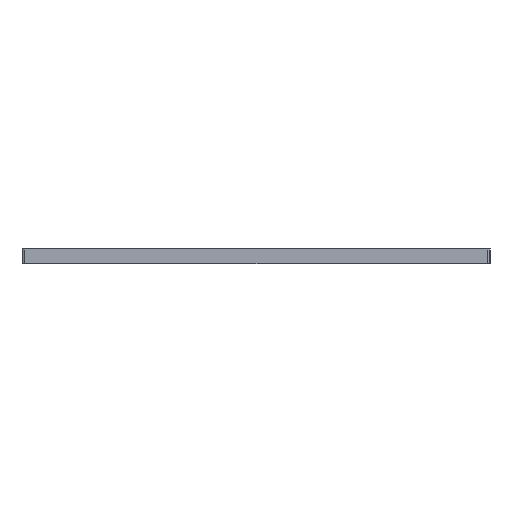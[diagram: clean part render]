
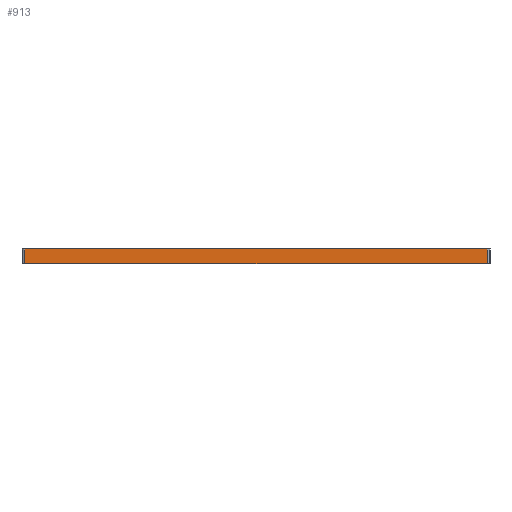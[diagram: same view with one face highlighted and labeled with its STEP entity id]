
A CAD part, left-side view. The second image highlights one B-rep face of the part: STEP entity #913.
In plain terms, the highlighted planar face has unit normal (-1, 0, 0).
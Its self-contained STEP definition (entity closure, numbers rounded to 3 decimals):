
#913=ADVANCED_FACE('',(#1507),#1356,.T.);
#1356=PLANE('',#8177);
#1507=FACE_OUTER_BOUND('',#1968,.T.);
#1968=EDGE_LOOP('',(#3190,#3191,#3192,#3193,#3194));
#2608=B_SPLINE_CURVE_WITH_KNOTS('',3,(#20333,#20334,#20335,#20336,#20337,
#20338,#20339,#20340,#20341,#20342,#20343,#20344),.UNSPECIFIED.,.F.,.F.,
(4,2,2,2,2,4),(0.,0.063,0.125,0.25,0.5,1.),.UNSPECIFIED.);
#2609=B_SPLINE_CURVE_WITH_KNOTS('',3,(#20346,#20347,#20348,#20349,#20350,
#20351,#20352,#20353,#20354,#20355,#20356,#20357),.UNSPECIFIED.,.F.,.F.,
(4,2,2,2,2,4),(0.,0.5,0.75,0.875,0.938,1.),.UNSPECIFIED.);
#3190=ORIENTED_EDGE('',*,*,#6337,.T.);
#3191=ORIENTED_EDGE('',*,*,#6338,.T.);
#3192=ORIENTED_EDGE('',*,*,#6339,.T.);
#3193=ORIENTED_EDGE('',*,*,#6340,.T.);
#3194=ORIENTED_EDGE('',*,*,#6341,.F.);
#5538=VERTEX_POINT('',#20331);
#5539=VERTEX_POINT('',#20332);
#5540=VERTEX_POINT('',#20345);
#5541=VERTEX_POINT('',#20358);
#5542=VERTEX_POINT('',#20360);
#6337=EDGE_CURVE('',#5538,#5539,#7353,.T.);
#6338=EDGE_CURVE('',#5539,#5540,#2608,.T.);
#6339=EDGE_CURVE('',#5540,#5541,#2609,.T.);
#6340=EDGE_CURVE('',#5541,#5542,#7354,.T.);
#6341=EDGE_CURVE('',#5538,#5542,#7355,.T.);
#7353=LINE('',#20330,#7765);
#7354=LINE('',#20359,#7766);
#7355=LINE('',#20361,#7767);
#7765=VECTOR('',#8874,1.);
#7766=VECTOR('',#8875,1.);
#7767=VECTOR('',#8876,1.);
#8177=AXIS2_PLACEMENT_3D('',#20362,#8877,#8878);
#8874=DIRECTION('',(0.,0.,1.));
#8875=DIRECTION('',(0.,0.,-1.));
#8876=DIRECTION('',(0.,1.,0.));
#8877=DIRECTION('',(-1.,0.,0.));
#8878=DIRECTION('',(0.,0.,1.));
#20330=CARTESIAN_POINT('',(-200.,-445.,29.));
#20331=CARTESIAN_POINT('',(-200.,-445.,0.));
#20332=CARTESIAN_POINT('',(-200.,-445.,28.475));
#20333=CARTESIAN_POINT('',(-200.,-445.,28.475));
#20334=CARTESIAN_POINT('',(-200.,-435.729,28.434));
#20335=CARTESIAN_POINT('',(-200.,-426.458,28.47));
#20336=CARTESIAN_POINT('',(-200.,-407.917,28.47));
#20337=CARTESIAN_POINT('',(-200.,-398.646,28.47));
#20338=CARTESIAN_POINT('',(-200.,-370.833,28.47));
#20339=CARTESIAN_POINT('',(-200.,-352.292,28.47));
#20340=CARTESIAN_POINT('',(-200.,-296.667,28.47));
#20341=CARTESIAN_POINT('',(-200.,-259.583,28.47));
#20342=CARTESIAN_POINT('',(-200.,-148.333,28.47));
#20343=CARTESIAN_POINT('',(-200.,-74.167,28.47));
#20344=CARTESIAN_POINT('',(-200.,0.,28.47));
#20345=CARTESIAN_POINT('',(-200.,0.,28.47));
#20346=CARTESIAN_POINT('',(-200.,0.,28.47));
#20347=CARTESIAN_POINT('',(-200.,74.167,28.47));
#20348=CARTESIAN_POINT('',(-200.,148.333,28.47));
#20349=CARTESIAN_POINT('',(-200.,259.583,28.47));
#20350=CARTESIAN_POINT('',(-200.,296.667,28.47));
#20351=CARTESIAN_POINT('',(-200.,352.292,28.47));
#20352=CARTESIAN_POINT('',(-200.,370.833,28.47));
#20353=CARTESIAN_POINT('',(-200.,398.646,28.47));
#20354=CARTESIAN_POINT('',(-200.,407.917,28.47));
#20355=CARTESIAN_POINT('',(-200.,426.458,28.47));
#20356=CARTESIAN_POINT('',(-200.,435.729,28.434));
#20357=CARTESIAN_POINT('',(-200.,445.,28.475));
#20358=CARTESIAN_POINT('',(-200.,445.,28.475));
#20359=CARTESIAN_POINT('',(-200.,445.,29.));
#20360=CARTESIAN_POINT('',(-200.,445.,0.));
#20361=CARTESIAN_POINT('',(-200.,-450.,0.));
#20362=CARTESIAN_POINT('',(-200.,-450.,29.));
